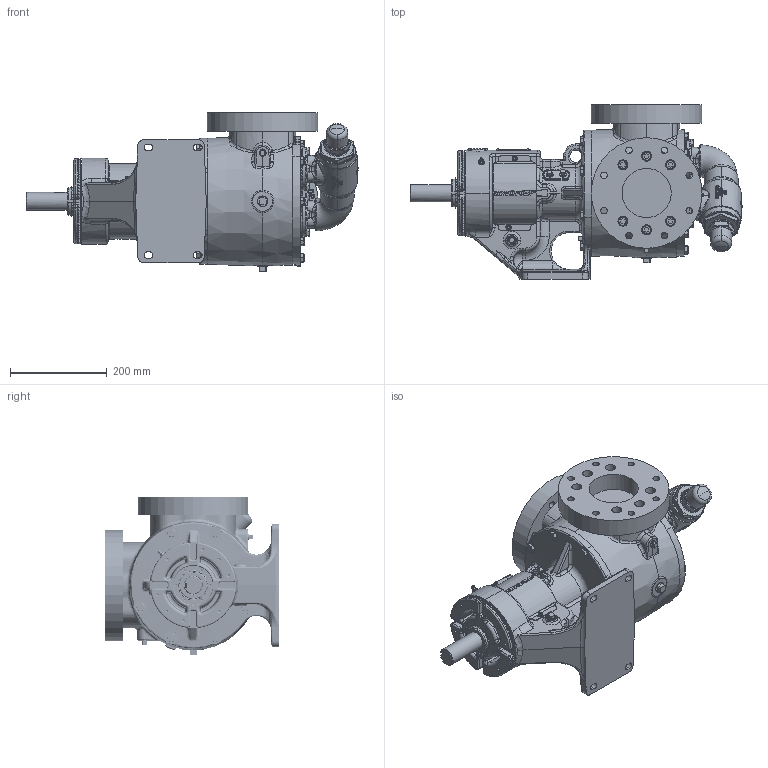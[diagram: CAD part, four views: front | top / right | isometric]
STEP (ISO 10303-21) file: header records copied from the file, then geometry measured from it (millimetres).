
FILE_DESCRIPTION (( 'STEP AP214' ), '1' );
FILE_NAME ('LV-4565.STEP', '2024-04-17T13:08:29', ( '' ), ( '' ), 'SwSTEP 2.0', 'SolidWorks 2022', '' );
FILE_SCHEMA (( 'AUTOMOTIVE_DESIGN' ));
Length unit declared in the file: inch
Products named in the file (1): LV-4565
Bounding box: 686.02 x 360.36 x 326.71 mm (x, y, z)
Volume: 20287398.6 mm3; surface area: 1069119.7 mm2
Topology: 1 solids, 13 shells, 5521 faces, 14113 edges, 8770 vertices
Faces by surface type: plane 1806, bspline 1683, cylinder 1095, cone 706, torus 145, sphere 86
Entity records: 319961 total; most frequent: CARTESIAN_POINT 128263, ORIENTED_EDGE 27924, DIRECTION 20537, EDGE_CURVE 13962, VERTEX_POINT 8763, AXIS2_PLACEMENT_3D 7611, EDGE_LOOP 5897, UNCERTAINTY_MEASURE_WITH_UNIT 5524
